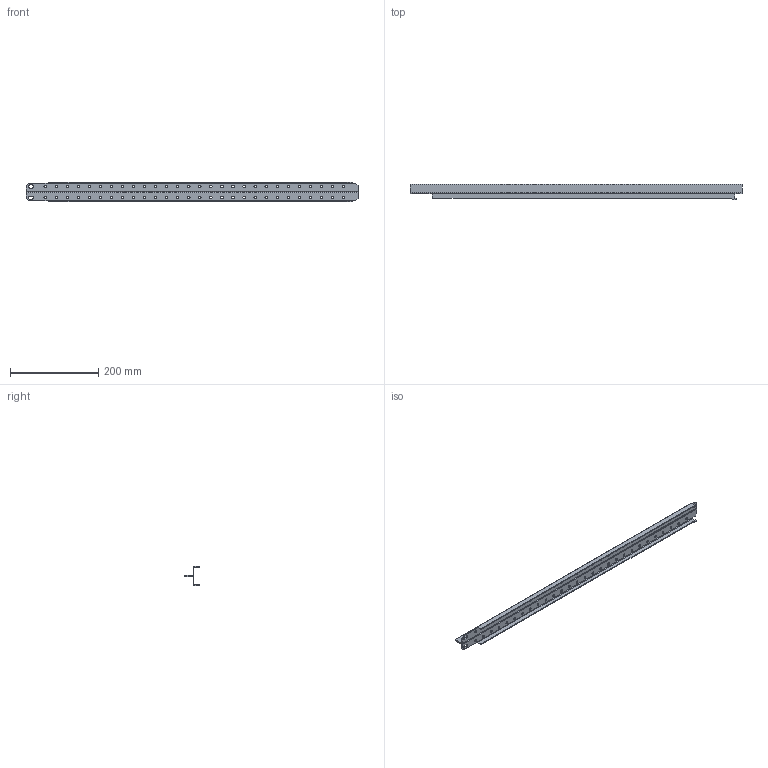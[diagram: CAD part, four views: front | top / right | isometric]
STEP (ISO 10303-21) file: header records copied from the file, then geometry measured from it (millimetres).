
FILE_DESCRIPTION (( 'STEP AP203' ), '1' );
FILE_NAME ('YKM40D-FO-VRN-080 ÀÃÈÅ 275.00.009 Íàïðàâëÿþùàÿ ìîíòàæíîé ïàíåëè 800.STEP', '2020-12-15T13:26:39', ( '' ), ( '' ), 'SwSTEP 2.0', 'SolidWorks 2017', '' );
FILE_SCHEMA (( 'CONFIG_CONTROL_DESIGN' ));
Length unit declared in the file: millimetre
Products named in the file (1): YKM40D-FO-VRN-080  ÀÃÈÅ 275.00.009 Íàïðàâëÿþùàÿ ìîíòàæíîé ïàíåëè 800
Bounding box: 751 x 35.25 x 44.5 mm (x, y, z)
Volume: 149800.3 mm3; surface area: 123236.4 mm2
Topology: 1 solids, 1 shells, 112 faces, 354 edges, 244 vertices
Faces by surface type: cylinder 60, plane 52
Full cylindrical faces by diameter (mm): 5.4 x56
Entity records: 3767 total; most frequent: DIRECTION 616, CARTESIAN_POINT 599, ORIENTED_EDGE 540, EDGE_LOOP 284, EDGE_CURVE 270, AXIS2_PLACEMENT_3D 233, VERTEX_POINT 216, FACE_OUTER_BOUND 168
